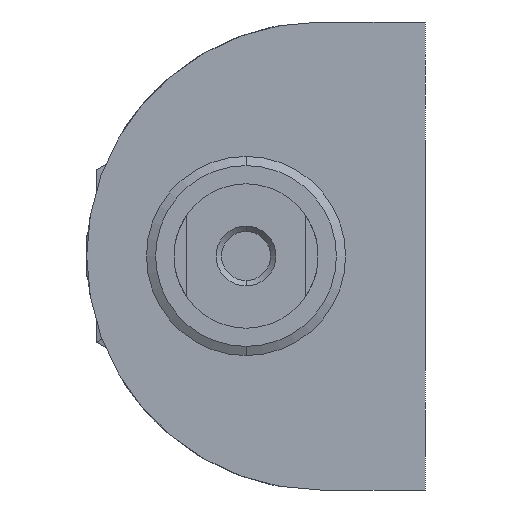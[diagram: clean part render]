
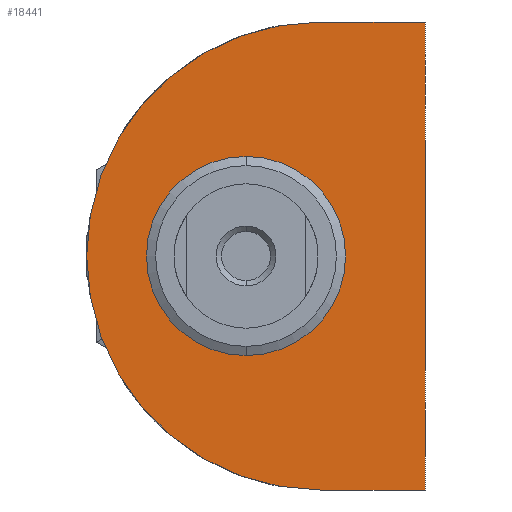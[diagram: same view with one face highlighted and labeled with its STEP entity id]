
A CAD part, left-side view. The second image highlights one B-rep face of the part: STEP entity #18441.
In plain terms, the highlighted planar face has unit normal (-1, 0, 0).
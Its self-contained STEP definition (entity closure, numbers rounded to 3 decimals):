
#10497=VERTEX_POINT('NONE',#30650);
#11207=EDGE_CURVE('NONE',#10497,#29593,#31425,.T.);
#13295=EDGE_CURVE('NONE',#21667,#23919,#33721,.T.);
#18441=ADVANCED_FACE('NONE',(#39322,#39323),#39324,.F.);
#18921=EDGE_CURVE('NONE',#29593,#10497,#39860,.T.);
#21667=VERTEX_POINT('NONE',#42853);
#21767=VERTEX_POINT('NONE',#42960);
#23919=VERTEX_POINT('NONE',#45300);
#28293=EDGE_CURVE('NONE',#21667,#21767,#50016,.T.);
#28475=EDGE_CURVE('NONE',#28711,#23919,#50208,.T.);
#28711=VERTEX_POINT('NONE',#50465);
#29593=VERTEX_POINT('NONE',#51425);
#29965=EDGE_CURVE('NONE',#21767,#28711,#51820,.T.);
#30650=CARTESIAN_POINT('',(-7.0,18.0,10.0));
#31425=CIRCLE('',#54181,10.0);
#33721=LINE('',#58038,#58039);
#39322=FACE_OUTER_BOUND('',#67529,.T.);
#39323=FACE_BOUND('',#67530,.T.);
#39324=PLANE('',#67531);
#39860=CIRCLE('',#68382,10.0);
#42853=CARTESIAN_POINT('',(-7.0,10.5,23.5));
#42960=CARTESIAN_POINT('',(-7.0,10.5,-23.5));
#45300=CARTESIAN_POINT('',(-7.0,0.0,23.5));
#50016=CIRCLE('',#85843,23.5);
#50208=LINE('',#86188,#86189);
#50465=CARTESIAN_POINT('',(-7.0,0.0,-23.5));
#51425=CARTESIAN_POINT('',(-7.0,18.0,-10.0));
#51820=LINE('',#88998,#88999);
#54181=AXIS2_PLACEMENT_3D('',#90795,#90796,#90797);
#58038=CARTESIAN_POINT('',(-7.0,10.5,23.5));
#58039=VECTOR('',#93182,1000.0);
#67529=EDGE_LOOP('',(#98691,#98692,#98693,#98694));
#67530=EDGE_LOOP('',(#98695,#98696));
#67531=AXIS2_PLACEMENT_3D('',#98697,#98698,#98699);
#68382=AXIS2_PLACEMENT_3D('',#99314,#99315,#99316);
#85843=AXIS2_PLACEMENT_3D('',#108407,#108408,#108409);
#86188=CARTESIAN_POINT('',(-7.0,0.0,-23.5));
#86189=VECTOR('',#108531,1000.0);
#88998=CARTESIAN_POINT('',(-7.0,10.5,-23.5));
#88999=VECTOR('',#110000,1000.0);
#90795=CARTESIAN_POINT('',(-7.0,18.0,0.));
#90796=DIRECTION('',(-1.0,0.0,0.));
#90797=DIRECTION('',(0.,0.0,1.0));
#93182=DIRECTION('',(0.0,-1.0,-0.0));
#98691=ORIENTED_EDGE('',*,*,#28475,.T.);
#98692=ORIENTED_EDGE('',*,*,#13295,.F.);
#98693=ORIENTED_EDGE('',*,*,#28293,.T.);
#98694=ORIENTED_EDGE('',*,*,#29965,.T.);
#98695=ORIENTED_EDGE('',*,*,#11207,.F.);
#98696=ORIENTED_EDGE('',*,*,#18921,.F.);
#98697=CARTESIAN_POINT('',(-7.0,10.5,-23.5));
#98698=DIRECTION('',(1.0,0.0,0.));
#98699=DIRECTION('',(0.0,-1.0,0.0));
#99314=CARTESIAN_POINT('',(-7.0,18.0,0.));
#99315=DIRECTION('',(-1.0,0.0,0.));
#99316=DIRECTION('',(0.,0.0,1.0));
#108407=CARTESIAN_POINT('',(-7.0,10.5,0.));
#108408=DIRECTION('',(-1.0,0.0,0.));
#108409=DIRECTION('',(0.,0.0,1.0));
#108531=DIRECTION('',(0.,0.0,1.0));
#110000=DIRECTION('',(0.0,-1.0,-0.0));
